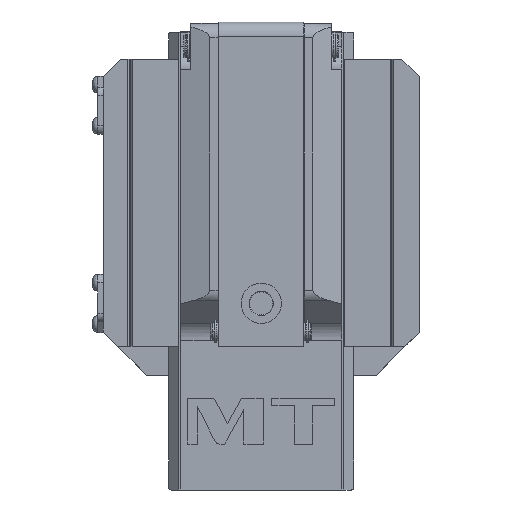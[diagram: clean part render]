
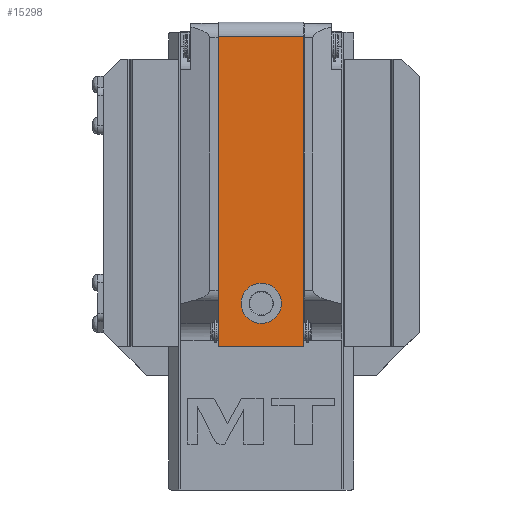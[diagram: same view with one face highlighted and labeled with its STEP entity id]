
A CAD part, left-side view. The second image highlights one B-rep face of the part: STEP entity #15298.
In plain terms, the highlighted planar face has unit normal (-1, 0, 0).
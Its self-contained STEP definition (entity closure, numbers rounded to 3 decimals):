
#2408=DIRECTION('',(0.,0.,1.));
#2409=VECTOR('',#2408,108.);
#2410=CARTESIAN_POINT('',(-121.5,14.85,-40.));
#2411=LINE('',#2410,#2409);
#2518=DIRECTION('',(0.,0.,1.));
#2519=VECTOR('',#2518,108.);
#2520=CARTESIAN_POINT('',(-121.5,-14.85,-40.));
#2521=LINE('',#2520,#2519);
#2938=DIRECTION('',(0.,-1.,0.));
#2939=VECTOR('',#2938,29.7);
#2940=CARTESIAN_POINT('',(-121.5,14.85,68.));
#2941=LINE('',#2940,#2939);
#2942=DIRECTION('',(0.,1.,0.));
#2943=VECTOR('',#2942,29.7);
#2944=CARTESIAN_POINT('',(-121.5,-14.85,-40.));
#2945=LINE('',#2944,#2943);
#2946=CARTESIAN_POINT('',(-121.5,0.,-25.));
#2947=DIRECTION('',(-1.,0.,0.));
#2948=DIRECTION('',(0.,0.,1.));
#2949=AXIS2_PLACEMENT_3D('',#2946,#2947,#2948);
#2951=CARTESIAN_POINT('',(-121.5,0.,-25.));
#2952=DIRECTION('',(-1.,0.,0.));
#2953=DIRECTION('',(0.,0.,-1.));
#2954=AXIS2_PLACEMENT_3D('',#2951,#2952,#2953);
#10510=CARTESIAN_POINT('',(-121.5,-14.85,-40.));
#10511=VERTEX_POINT('',#10510);
#10516=CARTESIAN_POINT('',(-121.5,14.85,-40.));
#10517=VERTEX_POINT('',#10516);
#10519=CARTESIAN_POINT('',(-121.5,-14.85,68.));
#10521=VERTEX_POINT('',#10519);
#10522=CARTESIAN_POINT('',(-121.5,14.85,68.));
#10523=VERTEX_POINT('',#10522);
#10704=CARTESIAN_POINT('',(-121.5,0.,-18.));
#10705=CARTESIAN_POINT('',(-121.5,0.,-32.));
#10706=VERTEX_POINT('',#10704);
#10707=VERTEX_POINT('',#10705);
#15280=CARTESIAN_POINT('',(-121.5,-14.85,-40.));
#15281=DIRECTION('',(-1.,0.,0.));
#15282=DIRECTION('',(0.,0.,1.));
#15283=AXIS2_PLACEMENT_3D('',#15280,#15281,#15282);
#15284=PLANE('',#15283);
#15285=ORIENTED_EDGE('',*,*,#15273,.T.);
#15286=ORIENTED_EDGE('',*,*,#14765,.F.);
#15288=ORIENTED_EDGE('',*,*,#15287,.T.);
#15289=ORIENTED_EDGE('',*,*,#14672,.T.);
#15290=EDGE_LOOP('',(#15285,#15286,#15288,#15289));
#15291=FACE_OUTER_BOUND('',#15290,.F.);
#15293=ORIENTED_EDGE('',*,*,#15292,.T.);
#15295=ORIENTED_EDGE('',*,*,#15294,.T.);
#15296=EDGE_LOOP('',(#15293,#15295));
#15297=FACE_BOUND('',#15296,.F.);
#15298=ADVANCED_FACE('',(#15291,#15297),#15284,.T.);
#2950=CIRCLE('',#2949,7.);
#2955=CIRCLE('',#2954,7.);
#14672=EDGE_CURVE('',#10517,#10523,#2411,.T.);
#14765=EDGE_CURVE('',#10511,#10521,#2521,.T.);
#15273=EDGE_CURVE('',#10523,#10521,#2941,.T.);
#15287=EDGE_CURVE('',#10511,#10517,#2945,.T.);
#15292=EDGE_CURVE('',#10706,#10707,#2950,.T.);
#15294=EDGE_CURVE('',#10707,#10706,#2955,.T.);
